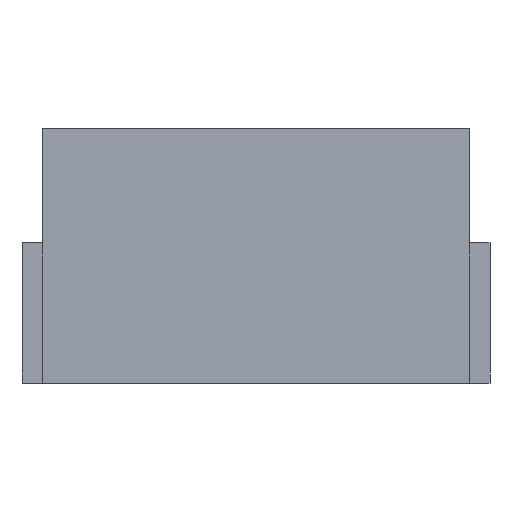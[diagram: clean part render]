
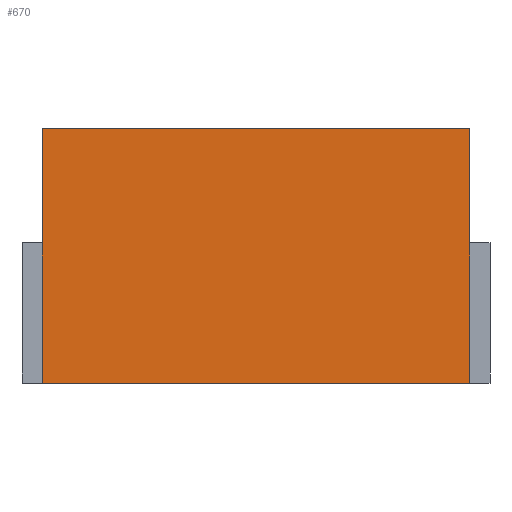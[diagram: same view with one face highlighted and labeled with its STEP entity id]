
A CAD part, left-side view. The second image highlights one B-rep face of the part: STEP entity #670.
In plain terms, the highlighted planar face has unit normal (-1, 0, 0).
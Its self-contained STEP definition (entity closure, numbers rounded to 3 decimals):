
#50=FACE_OUTER_BOUND('',#83,.T.);
#83=EDGE_LOOP('',(#539,#540,#541,#542));
#150=LINE('',#1034,#233);
#160=LINE('',#1053,#243);
#167=LINE('',#1065,#250);
#168=LINE('',#1066,#251);
#233=VECTOR('',#858,10.);
#243=VECTOR('',#870,10.);
#250=VECTOR('',#883,10.);
#251=VECTOR('',#884,10.);
#299=VERTEX_POINT('',#1031);
#300=VERTEX_POINT('',#1033);
#307=VERTEX_POINT('',#1050);
#308=VERTEX_POINT('',#1052);
#378=EDGE_CURVE('',#300,#299,#150,.T.);
#388=EDGE_CURVE('',#307,#308,#160,.T.);
#395=EDGE_CURVE('',#307,#300,#167,.T.);
#396=EDGE_CURVE('',#308,#299,#168,.T.);
#539=ORIENTED_EDGE('',*,*,#395,.T.);
#540=ORIENTED_EDGE('',*,*,#378,.T.);
#541=ORIENTED_EDGE('',*,*,#396,.F.);
#542=ORIENTED_EDGE('',*,*,#388,.F.);
#603=PLANE('',#728);
#670=ADVANCED_FACE('',(#50),#603,.T.);
#728=AXIS2_PLACEMENT_3D('',#1064,#881,#882);
#858=DIRECTION('',(0.,0.,-1.));
#870=DIRECTION('',(0.,0.,-1.));
#881=DIRECTION('center_axis',(-1.,0.,0.));
#882=DIRECTION('ref_axis',(0.,1.,0.));
#883=DIRECTION('',(0.,1.,0.));
#884=DIRECTION('',(0.,1.,0.));
#1031=CARTESIAN_POINT('',(-1.35,1.6,-1.9));
#1033=CARTESIAN_POINT('',(-1.35,1.6,0.));
#1034=CARTESIAN_POINT('',(-1.35,1.6,0.));
#1050=CARTESIAN_POINT('',(-1.35,-1.6,0.));
#1052=CARTESIAN_POINT('',(-1.35,-1.6,-1.9));
#1053=CARTESIAN_POINT('',(-1.35,-1.6,0.));
#1064=CARTESIAN_POINT('Origin',(-1.35,-1.6,0.));
#1065=CARTESIAN_POINT('',(-1.35,-1.6,0.));
#1066=CARTESIAN_POINT('',(-1.35,-1.6,-1.9));
